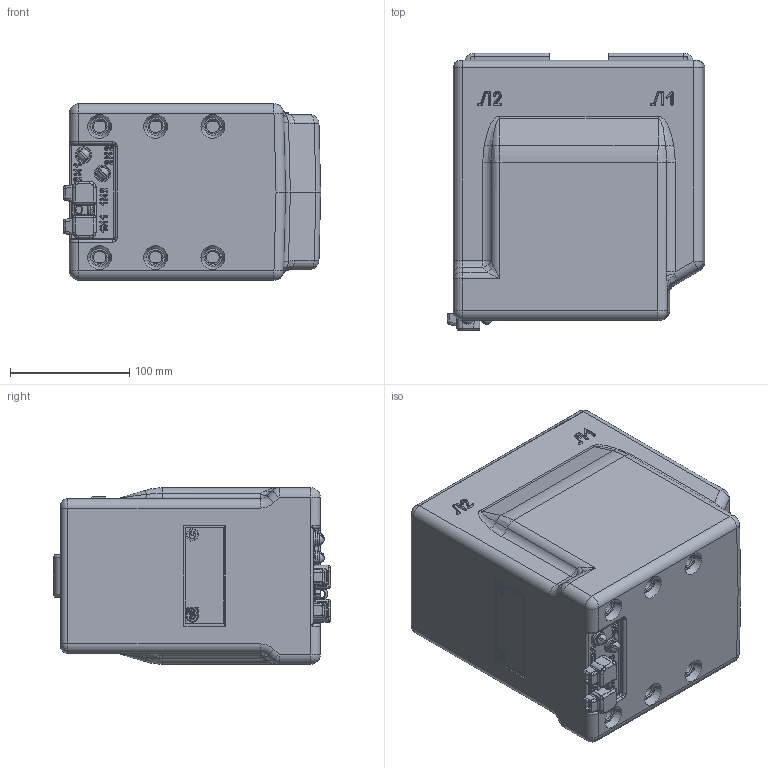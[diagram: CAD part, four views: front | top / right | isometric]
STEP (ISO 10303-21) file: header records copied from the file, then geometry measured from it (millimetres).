
FILE_DESCRIPTION (( 'STEP AP203' ), '1' );
FILE_NAME ('ﾒﾎﾋ-10-11.1-2 (15-200)ﾀ.STEP', '2022-07-29T03:58:31', ( '' ), ( '' ), 'SwSTEP 2.0', 'SolidWorks 2010', '' );
FILE_SCHEMA (( 'CONFIG_CONTROL_DESIGN' ));
Length unit declared in the file: millimetre
Products named in the file (1): ﾒﾎﾋ-10-11.1-2 (15-200)ﾀ
Bounding box: 216 x 232.5 x 148 mm (x, y, z)
Surface area: 223396.5 mm2 (no closed solid volume)
Topology: 0 solids, 30 shells, 682 faces, 2090 edges, 1381 vertices
Faces by surface type: plane 219, cylinder 193, cone 111, bspline 109, sphere 28, torus 22
Entity records: 26178 total; most frequent: CARTESIAN_POINT 8505, DIRECTION 3613, ORIENTED_EDGE 3506, EDGE_CURVE 2070, VERTEX_POINT 1381, AXIS2_PLACEMENT_3D 1310, VECTOR 993, LINE 993
